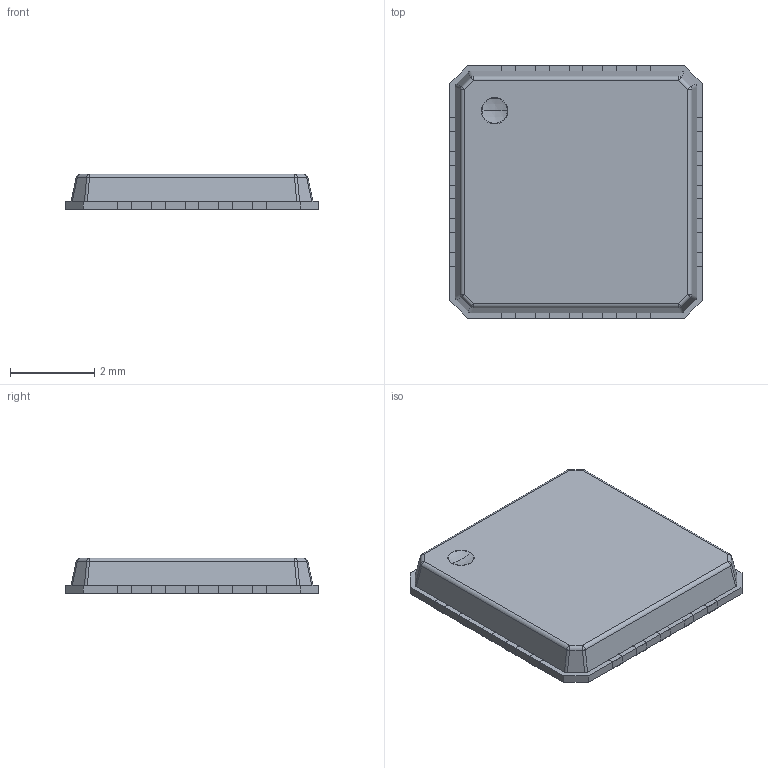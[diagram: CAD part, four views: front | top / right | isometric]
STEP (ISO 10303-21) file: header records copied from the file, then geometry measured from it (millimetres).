
FILE_DESCRIPTION (( 'STEP AP214' ), '1' );
FILE_NAME ('SW3dPS-QFN20.STEP', '2009-10-27T09:01:08', ( 'sysAdmin' ), ( 'SolidWorks' ), 'SwSTEP 2.0', 'SolidWorks 2009', '' );
FILE_SCHEMA (( 'AUTOMOTIVE_DESIGN' ));
Length unit declared in the file: millimetre
Products named in the file (1): SW3dPS-QFN20
Bounding box: 6 x 6 x 0.85 mm (x, y, z)
Volume: 28 mm3; surface area: 134.6 mm2
Topology: 22 solids, 22 shells, 187 faces, 398 edges, 257 vertices
Faces by surface type: plane 126, cylinder 49, sphere 10, torus 2
Entity records: 7160 total; most frequent: CARTESIAN_POINT 867, DIRECTION 864, ORIENTED_EDGE 796, EDGE_CURVE 398, VECTOR 292, LINE 292, AXIS2_PLACEMENT_3D 286, VERTEX_POINT 257
